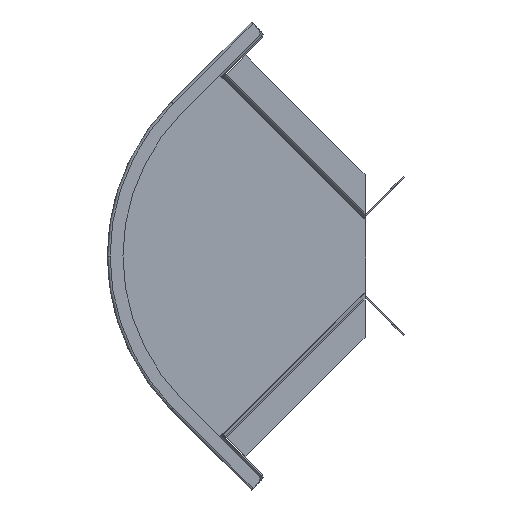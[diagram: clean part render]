
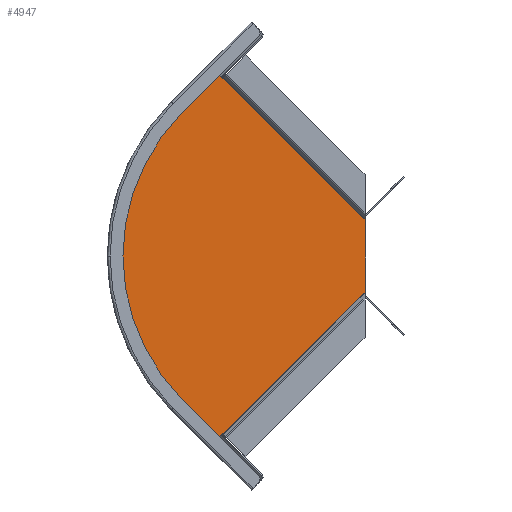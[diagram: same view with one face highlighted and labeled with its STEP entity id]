
A CAD part, front view. The second image highlights one B-rep face of the part: STEP entity #4947.
In plain terms, the highlighted face is planar.
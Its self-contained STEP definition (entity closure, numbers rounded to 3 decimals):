
#4400=DIRECTION('',(-0.924,-0.383,0.));
#4401=VECTOR('',#4400,183.121);
#4402=CARTESIAN_POINT('',(110.554,42.564,
0.));
#4403=LINE('',#4402,#4401);
#4407=CARTESIAN_POINT('',(-58.628,-27.514,
0.));
#4413=DIRECTION('',(0.383,-0.924,0.));
#4414=VECTOR('',#4413,0.857);
#4415=CARTESIAN_POINT('',(110.226,43.356,0.));
#4416=LINE('',#4415,#4414);
#4417=DIRECTION('',(-0.924,-0.383,0.));
#4418=VECTOR('',#4417,13.993);
#4419=CARTESIAN_POINT('',(123.153,48.711,0.));
#4420=LINE('',#4419,#4418);
#4421=CARTESIAN_POINT('',(122.771,49.635,0.));
#4422=DIRECTION('',(0.,0.,-1.));
#4423=DIRECTION('',(0.924,0.383,0.));
#4424=AXIS2_PLACEMENT_3D('',#4421,#4422,#4423);
#4426=DIRECTION('',(0.383,-0.924,0.));
#4427=VECTOR('',#4426,47.);
#4428=CARTESIAN_POINT('',(105.708,93.44,0.));
#4429=LINE('',#4428,#4427);
#4430=CARTESIAN_POINT('',(-75.372,18.434,0.));
#4431=DIRECTION('',(0.,0.,-1.));
#4432=DIRECTION('',(-0.383,0.924,0.));
#4433=AXIS2_PLACEMENT_3D('',#4430,#4431,#4432);
#4435=DIRECTION('',(0.924,0.383,0.));
#4436=VECTOR('',#4435,47.);
#4437=CARTESIAN_POINT('',(-193.8,181.528,0.));
#4438=LINE('',#4437,#4436);
#4439=CARTESIAN_POINT('',(-193.418,180.604,0.));
#4440=DIRECTION('',(0.,0.,-1.));
#4441=DIRECTION('',(-0.924,-0.383,0.));
#4442=AXIS2_PLACEMENT_3D('',#4439,#4440,#4441);
#4444=DIRECTION('',(-0.383,0.924,0.));
#4445=VECTOR('',#4444,13.979);
#4446=CARTESIAN_POINT('',(-188.992,167.307,
0.));
#4447=LINE('',#4446,#4445);
#4448=DIRECTION('',(-0.924,0.383,0.));
#4449=VECTOR('',#4448,66.125);
#4450=CARTESIAN_POINT('',(-58.628,-27.514,
0.));
#4451=LINE('',#4450,#4449);
#4506=DIRECTION('',(-0.924,-0.383,0.));
#4507=VECTOR('',#4506,0.872);
#4508=CARTESIAN_POINT('',(-188.992,167.307,
0.));
#4509=LINE('',#4508,#4507);
#4596=DIRECTION('',(-0.383,0.924,0.));
#4597=VECTOR('',#4596,183.121);
#4598=CARTESIAN_POINT('',(-119.72,-2.209,
0.));
#4599=LINE('',#4598,#4597);
#4626=CARTESIAN_POINT('',(-194.341,180.222,0.));
#4628=VERTEX_POINT('',#4626);
#4630=CARTESIAN_POINT('',(-193.8,181.528,0.));
#4631=VERTEX_POINT('',#4630);
#4651=CARTESIAN_POINT('',(110.554,42.564,
0.));
#4653=VERTEX_POINT('',#4651);
#4654=CARTESIAN_POINT('',(123.695,50.018,0.));
#4656=VERTEX_POINT('',#4654);
#4658=CARTESIAN_POINT('',(123.153,48.711,0.));
#4659=VERTEX_POINT('',#4658);
#4663=VERTEX_POINT('',#4407);
#4664=CARTESIAN_POINT('',(110.226,43.356,0.));
#4665=VERTEX_POINT('',#4664);
#4666=CARTESIAN_POINT('',(105.708,93.44,0.));
#4667=VERTEX_POINT('',#4666);
#4668=CARTESIAN_POINT('',(-150.378,199.514,0.));
#4669=VERTEX_POINT('',#4668);
#4670=CARTESIAN_POINT('',(-188.992,167.307,
0.));
#4671=VERTEX_POINT('',#4670);
#4672=CARTESIAN_POINT('',(-189.797,166.973,
0.));
#4673=VERTEX_POINT('',#4672);
#4674=CARTESIAN_POINT('',(-119.72,-2.209,
0.));
#4675=VERTEX_POINT('',#4674);
#4919=CARTESIAN_POINT('',(-58.628,-27.514,0.));
#4920=DIRECTION('',(0.,0.,-1.));
#4921=DIRECTION('',(0.924,0.383,0.));
#4922=AXIS2_PLACEMENT_3D('',#4919,#4920,#4921);
#4923=PLANE('',#4922);
#4924=ORIENTED_EDGE('',*,*,#4910,.F.);
#4925=ORIENTED_EDGE('',*,*,#4851,.F.);
#4927=ORIENTED_EDGE('',*,*,#4926,.F.);
#4929=ORIENTED_EDGE('',*,*,#4928,.F.);
#4930=ORIENTED_EDGE('',*,*,#4737,.F.);
#4932=ORIENTED_EDGE('',*,*,#4931,.F.);
#4934=ORIENTED_EDGE('',*,*,#4933,.F.);
#4936=ORIENTED_EDGE('',*,*,#4935,.F.);
#4938=ORIENTED_EDGE('',*,*,#4937,.F.);
#4940=ORIENTED_EDGE('',*,*,#4939,.T.);
#4942=ORIENTED_EDGE('',*,*,#4941,.F.);
#4944=ORIENTED_EDGE('',*,*,#4943,.F.);
#4945=EDGE_LOOP('',(#4924,#4925,#4927,#4929,#4930,#4932,#4934,#4936,#4938,#4940,
#4942,#4944));
#4946=FACE_OUTER_BOUND('',#4945,.F.);
#4947=ADVANCED_FACE('',(#4946),#4923,.T.);
#4425=CIRCLE('',#4424,1.);
#4434=CIRCLE('',#4433,196.);
#4443=CIRCLE('',#4442,1.);
#4737=EDGE_CURVE('',#4667,#4656,#4429,.T.);
#4851=EDGE_CURVE('',#4665,#4653,#4416,.T.);
#4910=EDGE_CURVE('',#4653,#4663,#4403,.T.);
#4926=EDGE_CURVE('',#4659,#4665,#4420,.T.);
#4928=EDGE_CURVE('',#4656,#4659,#4425,.T.);
#4931=EDGE_CURVE('',#4669,#4667,#4434,.T.);
#4933=EDGE_CURVE('',#4631,#4669,#4438,.T.);
#4935=EDGE_CURVE('',#4628,#4631,#4443,.T.);
#4937=EDGE_CURVE('',#4671,#4628,#4447,.T.);
#4939=EDGE_CURVE('',#4671,#4673,#4509,.T.);
#4941=EDGE_CURVE('',#4675,#4673,#4599,.T.);
#4943=EDGE_CURVE('',#4663,#4675,#4451,.T.);
